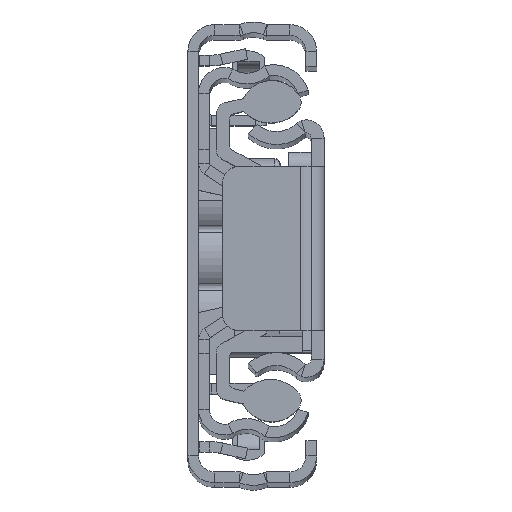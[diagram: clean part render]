
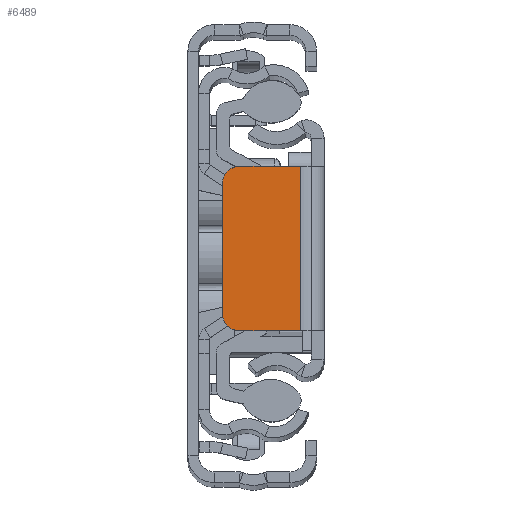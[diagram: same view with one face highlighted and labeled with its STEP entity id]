
A CAD part, top view. The second image highlights one B-rep face of the part: STEP entity #6489.
In plain terms, the highlighted planar face has unit normal (0, 0, 1).
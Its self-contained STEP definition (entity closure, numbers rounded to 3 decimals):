
#724 = AXIS2_PLACEMENT_3D ( 'NONE', #3334, #5213, #16346 ) ;
#937 = EDGE_CURVE ( 'NONE', #10018, #19103, #18245, .T. ) ;
#1321 = DIRECTION ( 'NONE',  ( -1., 0., 0. ) ) ;
#1692 = ORIENTED_EDGE ( 'NONE', *, *, #13580, .F. ) ;
#2272 = AXIS2_PLACEMENT_3D ( 'NONE', #7786, #14143, #1321 ) ;
#2383 = LINE ( 'NONE', #2482, #12909 ) ;
#2482 = CARTESIAN_POINT ( 'NONE',  ( 0., -7.65, 0. ) ) ;
#3093 = FACE_OUTER_BOUND ( 'NONE', #3415, .T. ) ;
#3186 = CARTESIAN_POINT ( 'NONE',  ( -2.2, 7.65, 0. ) ) ;
#3334 = CARTESIAN_POINT ( 'NONE',  ( -7.95, -6.15, 0. ) ) ;
#3394 = CARTESIAN_POINT ( 'NONE',  ( -2.2, -7.65, 0. ) ) ;
#3415 = EDGE_LOOP ( 'NONE', ( #12051, #19601, #3996, #1692, #9220, #13184 ) ) ;
#3995 = CARTESIAN_POINT ( 'NONE',  ( -9.45, 0., 0. ) ) ;
#3996 = ORIENTED_EDGE ( 'NONE', *, *, #6425, .T. ) ;
#4650 = VERTEX_POINT ( 'NONE', #3394 ) ;
#5213 = DIRECTION ( 'NONE',  ( 0., 0., 1. ) ) ;
#6425 = EDGE_CURVE ( 'NONE', #11063, #4650, #2383, .T. ) ;
#6489 = ADVANCED_FACE ( 'NONE', ( #3093 ), #20165, .F. ) ;
#7056 = CIRCLE ( 'NONE', #724, 1.5 ) ;
#7105 = CARTESIAN_POINT ( 'NONE',  ( -2.2, -7.65, 0. ) ) ;
#7240 = CARTESIAN_POINT ( 'NONE',  ( -7.95, 6.15, 0. ) ) ;
#7786 = CARTESIAN_POINT ( 'NONE',  ( 0., 0., 0. ) ) ;
#7812 = EDGE_CURVE ( 'NONE', #12894, #10018, #16618, .T. ) ;
#8026 = DIRECTION ( 'NONE',  ( -1., 0., 0. ) ) ;
#9220 = ORIENTED_EDGE ( 'NONE', *, *, #10157, .T. ) ;
#9929 = DIRECTION ( 'NONE',  ( 0., -1., 0. ) ) ;
#10018 = VERTEX_POINT ( 'NONE', #12948 ) ;
#10132 = VECTOR ( 'NONE', #9929, 1000. ) ;
#10157 = EDGE_CURVE ( 'NONE', #13115, #12894, #10333, .T. ) ;
#10333 = LINE ( 'NONE', #12190, #11024 ) ;
#10348 = DIRECTION ( 'NONE',  ( 0., -1., 0. ) ) ;
#10379 = EDGE_CURVE ( 'NONE', #19103, #11063, #7056, .T. ) ;
#11024 = VECTOR ( 'NONE', #18524, 1000. ) ;
#11063 = VERTEX_POINT ( 'NONE', #12642 ) ;
#11885 = LINE ( 'NONE', #7105, #10132 ) ;
#12051 = ORIENTED_EDGE ( 'NONE', *, *, #937, .T. ) ;
#12190 = CARTESIAN_POINT ( 'NONE',  ( 0., 7.65, 0. ) ) ;
#12642 = CARTESIAN_POINT ( 'NONE',  ( -7.95, -7.65, 0. ) ) ;
#12747 = CARTESIAN_POINT ( 'NONE',  ( -9.45, -6.15, 0. ) ) ;
#12894 = VERTEX_POINT ( 'NONE', #15805 ) ;
#12909 = VECTOR ( 'NONE', #16443, 1000. ) ;
#12948 = CARTESIAN_POINT ( 'NONE',  ( -9.45, 6.15, 0. ) ) ;
#13115 = VERTEX_POINT ( 'NONE', #3186 ) ;
#13184 = ORIENTED_EDGE ( 'NONE', *, *, #7812, .T. ) ;
#13580 = EDGE_CURVE ( 'NONE', #13115, #4650, #11885, .T. ) ;
#14143 = DIRECTION ( 'NONE',  ( 0., 0., -1. ) ) ;
#15805 = CARTESIAN_POINT ( 'NONE',  ( -7.95, 7.65, 0. ) ) ;
#16029 = VECTOR ( 'NONE', #10348, 1000. ) ;
#16346 = DIRECTION ( 'NONE',  ( -1., 0., 0. ) ) ;
#16443 = DIRECTION ( 'NONE',  ( 1., 0., 0. ) ) ;
#16618 = CIRCLE ( 'NONE', #17608, 1.5 ) ;
#17381 = DIRECTION ( 'NONE',  ( 0., 0., 1. ) ) ;
#17608 = AXIS2_PLACEMENT_3D ( 'NONE', #7240, #17381, #8026 ) ;
#18245 = LINE ( 'NONE', #3995, #16029 ) ;
#18524 = DIRECTION ( 'NONE',  ( -1., 0., 0. ) ) ;
#19103 = VERTEX_POINT ( 'NONE', #12747 ) ;
#19601 = ORIENTED_EDGE ( 'NONE', *, *, #10379, .T. ) ;
#20165 = PLANE ( 'NONE',  #2272 ) ;
